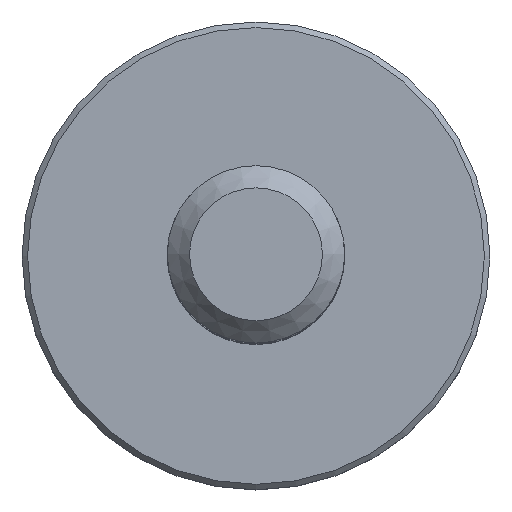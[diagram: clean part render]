
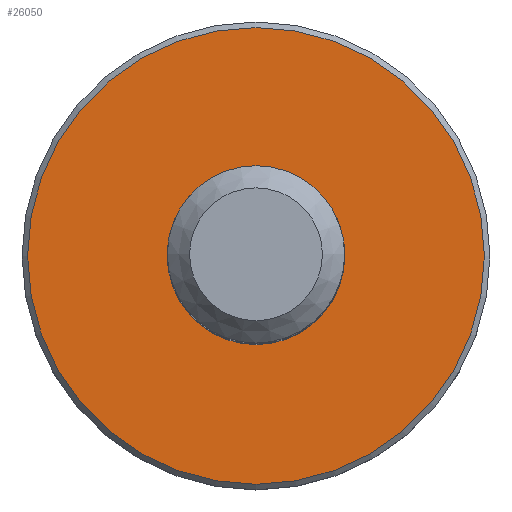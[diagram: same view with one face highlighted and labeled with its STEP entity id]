
A CAD part, top view. The second image highlights one B-rep face of the part: STEP entity #26050.
In plain terms, the highlighted planar face has unit normal (0, 0, 1).
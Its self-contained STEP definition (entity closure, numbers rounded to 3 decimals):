
#25999 = PLANE('',#26000);
#26000 = AXIS2_PLACEMENT_3D('',#26001,#26002,#26003);
#26001 = CARTESIAN_POINT('',(0.,0.,3.5));
#26002 = DIRECTION('',(0.,0.,1.));
#26003 = DIRECTION('',(1.,0.,0.));
#26015 = EDGE_CURVE('',#26016,#26016,#26018,.T.);
#26016 = VERTEX_POINT('',#26017);
#26017 = CARTESIAN_POINT('',(3.98,0.,3.5));
#26018 = SURFACE_CURVE('',#26019,(#26024,#26031),.PCURVE_S1.);
#26019 = CIRCLE('',#26020,3.98);
#26020 = AXIS2_PLACEMENT_3D('',#26021,#26022,#26023);
#26021 = CARTESIAN_POINT('',(0.,0.,3.5));
#26022 = DIRECTION('',(-0.,0.,1.));
#26023 = DIRECTION('',(1.,0.,0.));
#26024 = PCURVE('',#25999,#26025);
#26025 = DEFINITIONAL_REPRESENTATION('',(#26026),#26030);
#26026 = CIRCLE('',#26027,3.98);
#26027 = AXIS2_PLACEMENT_2D('',#26028,#26029);
#26028 = CARTESIAN_POINT('',(0.,0.));
#26029 = DIRECTION('',(1.,-0.));
#26030 = ( GEOMETRIC_REPRESENTATION_CONTEXT(2) 
PARAMETRIC_REPRESENTATION_CONTEXT() REPRESENTATION_CONTEXT('2D SPACE',''
  ) );
#26031 = PCURVE('',#26032,#26037);
#26032 = PLANE('',#26033);
#26033 = AXIS2_PLACEMENT_3D('',#26034,#26035,#26036);
#26034 = CARTESIAN_POINT('',(10.5,0.,3.5));
#26035 = DIRECTION('',(0.,0.,-1.));
#26036 = DIRECTION('',(-1.,0.,0.));
#26037 = DEFINITIONAL_REPRESENTATION('',(#26038),#26046);
#26038 = ( BOUNDED_CURVE() B_SPLINE_CURVE(2,(#26039,#26040,#26041,#26042
    ,#26043,#26044,#26045),.UNSPECIFIED.,.F.,.F.) 
B_SPLINE_CURVE_WITH_KNOTS((1,2,2,2,2,1),(-2.094,0.,
    2.094,4.189,6.283,8.378),
.UNSPECIFIED.) CURVE() GEOMETRIC_REPRESENTATION_ITEM() 
RATIONAL_B_SPLINE_CURVE((1.,0.5,1.,0.5,1.,0.5,1.)) REPRESENTATION_ITEM(
  '') );
#26039 = CARTESIAN_POINT('',(6.52,0.));
#26040 = CARTESIAN_POINT('',(6.52,6.894));
#26041 = CARTESIAN_POINT('',(12.49,3.447));
#26042 = CARTESIAN_POINT('',(18.46,0.));
#26043 = CARTESIAN_POINT('',(12.49,-3.447));
#26044 = CARTESIAN_POINT('',(6.52,-6.894));
#26045 = CARTESIAN_POINT('',(6.52,0.));
#26046 = ( GEOMETRIC_REPRESENTATION_CONTEXT(2) 
PARAMETRIC_REPRESENTATION_CONTEXT() REPRESENTATION_CONTEXT('2D SPACE',''
  ) );
#26050 = ADVANCED_FACE('',(#26051,#26086),#26032,.F.);
#26051 = FACE_BOUND('',#26052,.F.);
#26052 = EDGE_LOOP('',(#26053));
#26053 = ORIENTED_EDGE('',*,*,#26054,.F.);
#26054 = EDGE_CURVE('',#26055,#26055,#26057,.T.);
#26055 = VERTEX_POINT('',#26056);
#26056 = CARTESIAN_POINT('',(10.25,0.,3.5));
#26057 = SURFACE_CURVE('',#26058,(#26063,#26074),.PCURVE_S1.);
#26058 = CIRCLE('',#26059,10.25);
#26059 = AXIS2_PLACEMENT_3D('',#26060,#26061,#26062);
#26060 = CARTESIAN_POINT('',(0.,0.,3.5));
#26061 = DIRECTION('',(0.,0.,1.));
#26062 = DIRECTION('',(1.,0.,0.));
#26063 = PCURVE('',#26032,#26064);
#26064 = DEFINITIONAL_REPRESENTATION('',(#26065),#26073);
#26065 = ( BOUNDED_CURVE() B_SPLINE_CURVE(2,(#26066,#26067,#26068,#26069
    ,#26070,#26071,#26072),.UNSPECIFIED.,.F.,.F.) 
B_SPLINE_CURVE_WITH_KNOTS((1,2,2,2,2,1),(-2.094,0.,
    2.094,4.189,6.283,8.378),
.UNSPECIFIED.) CURVE() GEOMETRIC_REPRESENTATION_ITEM() 
RATIONAL_B_SPLINE_CURVE((1.,0.5,1.,0.5,1.,0.5,1.)) REPRESENTATION_ITEM(
  '') );
#26066 = CARTESIAN_POINT('',(0.25,0.));
#26067 = CARTESIAN_POINT('',(0.25,17.754));
#26068 = CARTESIAN_POINT('',(15.625,8.877));
#26069 = CARTESIAN_POINT('',(31.,0.));
#26070 = CARTESIAN_POINT('',(15.625,-8.877));
#26071 = CARTESIAN_POINT('',(0.25,-17.754));
#26072 = CARTESIAN_POINT('',(0.25,0.));
#26073 = ( GEOMETRIC_REPRESENTATION_CONTEXT(2) 
PARAMETRIC_REPRESENTATION_CONTEXT() REPRESENTATION_CONTEXT('2D SPACE',''
  ) );
#26074 = PCURVE('',#26075,#26080);
#26075 = CONICAL_SURFACE('',#26076,10.5,0.785);
#26076 = AXIS2_PLACEMENT_3D('',#26077,#26078,#26079);
#26077 = CARTESIAN_POINT('',(0.,0.,3.25));
#26078 = DIRECTION('',(0.,0.,-1.));
#26079 = DIRECTION('',(1.,0.,0.));
#26080 = DEFINITIONAL_REPRESENTATION('',(#26081),#26085);
#26081 = LINE('',#26082,#26083);
#26082 = CARTESIAN_POINT('',(-0.,-0.25));
#26083 = VECTOR('',#26084,1.);
#26084 = DIRECTION('',(-1.,-0.));
#26085 = ( GEOMETRIC_REPRESENTATION_CONTEXT(2) 
PARAMETRIC_REPRESENTATION_CONTEXT() REPRESENTATION_CONTEXT('2D SPACE',''
  ) );
#26086 = FACE_BOUND('',#26087,.F.);
#26087 = EDGE_LOOP('',(#26088));
#26088 = ORIENTED_EDGE('',*,*,#26015,.T.);
